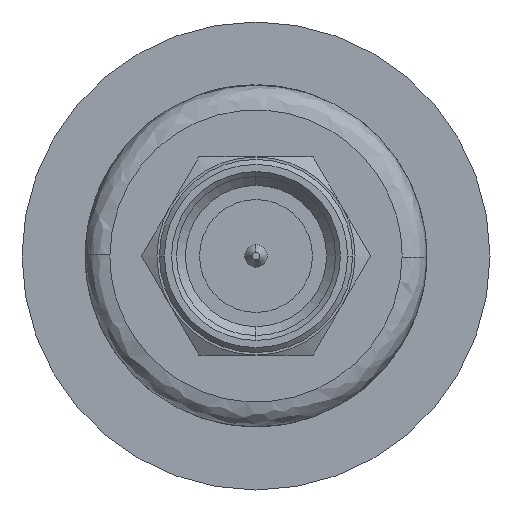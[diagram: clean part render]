
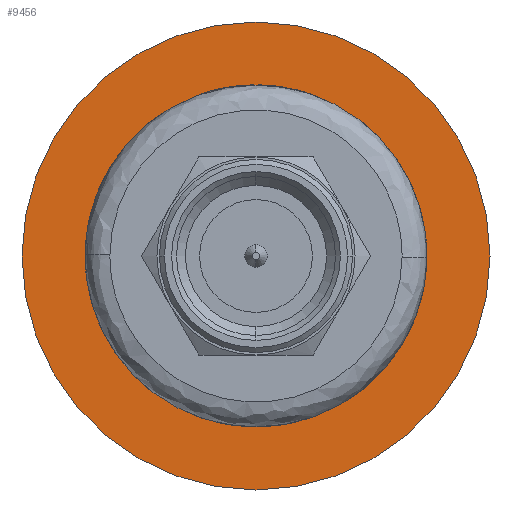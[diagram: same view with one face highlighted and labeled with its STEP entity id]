
A CAD part, left-side view. The second image highlights one B-rep face of the part: STEP entity #9456.
In plain terms, the highlighted planar face has unit normal (-1, 0, 0).
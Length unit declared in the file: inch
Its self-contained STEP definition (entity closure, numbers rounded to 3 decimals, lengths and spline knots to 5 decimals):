
#565 = EDGE_LOOP ( 'NONE', ( #8050, #2892 ) ) ;
#625 = CIRCLE ( 'NONE', #8410, 0.37205 ) ;
#844 = CARTESIAN_POINT ( 'NONE',  ( 0.66535, 0., -0.37205 ) ) ;
#1164 = DIRECTION ( 'NONE',  ( -1., 0., 0. ) ) ;
#1966 = CIRCLE ( 'NONE', #12906, 0.19488 ) ;
#2892 = ORIENTED_EDGE ( 'NONE', *, *, #11245, .T. ) ;
#2974 = CARTESIAN_POINT ( 'NONE',  ( 0.66535, 0., 0.37205 ) ) ;
#2977 = EDGE_CURVE ( 'NONE', #12737, #5920, #1966, .T. ) ;
#3020 = DIRECTION ( 'NONE',  ( -1., 0., 0. ) ) ;
#3117 = AXIS2_PLACEMENT_3D ( 'NONE', #4907, #1164, #5100 ) ;
#3129 = AXIS2_PLACEMENT_3D ( 'NONE', #12145, #10175, #10039 ) ;
#3564 = DIRECTION ( 'NONE',  ( 0., 0., 1. ) ) ;
#4639 = ORIENTED_EDGE ( 'NONE', *, *, #11576, .T. ) ;
#4742 = EDGE_LOOP ( 'NONE', ( #7129, #4639 ) ) ;
#4907 = CARTESIAN_POINT ( 'NONE',  ( 0.66535, 0., 0. ) ) ;
#4960 = VERTEX_POINT ( 'NONE', #844 ) ;
#5009 = CIRCLE ( 'NONE', #3117, 0.37205 ) ;
#5100 = DIRECTION ( 'NONE',  ( 0., 0., 1. ) ) ;
#5121 = DIRECTION ( 'NONE',  ( 0., 0., 1. ) ) ;
#5920 = VERTEX_POINT ( 'NONE', #6162 ) ;
#6040 = CARTESIAN_POINT ( 'NONE',  ( 0.66535, 0., 0. ) ) ;
#6162 = CARTESIAN_POINT ( 'NONE',  ( 0.66535, 0., -0.19488 ) ) ;
#6597 = VERTEX_POINT ( 'NONE', #2974 ) ;
#7129 = ORIENTED_EDGE ( 'NONE', *, *, #10931, .T. ) ;
#7782 = FACE_BOUND ( 'NONE', #565, .T. ) ;
#8050 = ORIENTED_EDGE ( 'NONE', *, *, #2977, .T. ) ;
#8351 = CARTESIAN_POINT ( 'NONE',  ( 0.66535, 0., 0.19488 ) ) ;
#8410 = AXIS2_PLACEMENT_3D ( 'NONE', #6040, #3020, #5121 ) ;
#8585 = DIRECTION ( 'NONE',  ( -1., 0., 0. ) ) ;
#8646 = PLANE ( 'NONE',  #11223 ) ;
#9456 = ADVANCED_FACE ( 'NONE', ( #7782, #10750 ), #8646, .T. ) ;
#10039 = DIRECTION ( 'NONE',  ( 0., 0., 1. ) ) ;
#10175 = DIRECTION ( 'NONE',  ( 1., 0., 0. ) ) ;
#10393 = DIRECTION ( 'NONE',  ( 1., 0., 0. ) ) ;
#10725 = CIRCLE ( 'NONE', #3129, 0.19488 ) ;
#10750 = FACE_OUTER_BOUND ( 'NONE', #4742, .T. ) ;
#10931 = EDGE_CURVE ( 'NONE', #6597, #4960, #5009, .T. ) ;
#11223 = AXIS2_PLACEMENT_3D ( 'NONE', #11619, #8585, #3564 ) ;
#11245 = EDGE_CURVE ( 'NONE', #5920, #12737, #10725, .T. ) ;
#11576 = EDGE_CURVE ( 'NONE', #4960, #6597, #625, .T. ) ;
#11577 = CARTESIAN_POINT ( 'NONE',  ( 0.66535, 0., 0. ) ) ;
#11619 = CARTESIAN_POINT ( 'NONE',  ( 0.66535, 0., 0. ) ) ;
#11639 = DIRECTION ( 'NONE',  ( 0., 0., 1. ) ) ;
#12145 = CARTESIAN_POINT ( 'NONE',  ( 0.66535, 0., 0. ) ) ;
#12737 = VERTEX_POINT ( 'NONE', #8351 ) ;
#12906 = AXIS2_PLACEMENT_3D ( 'NONE', #11577, #10393, #11639 ) ;
